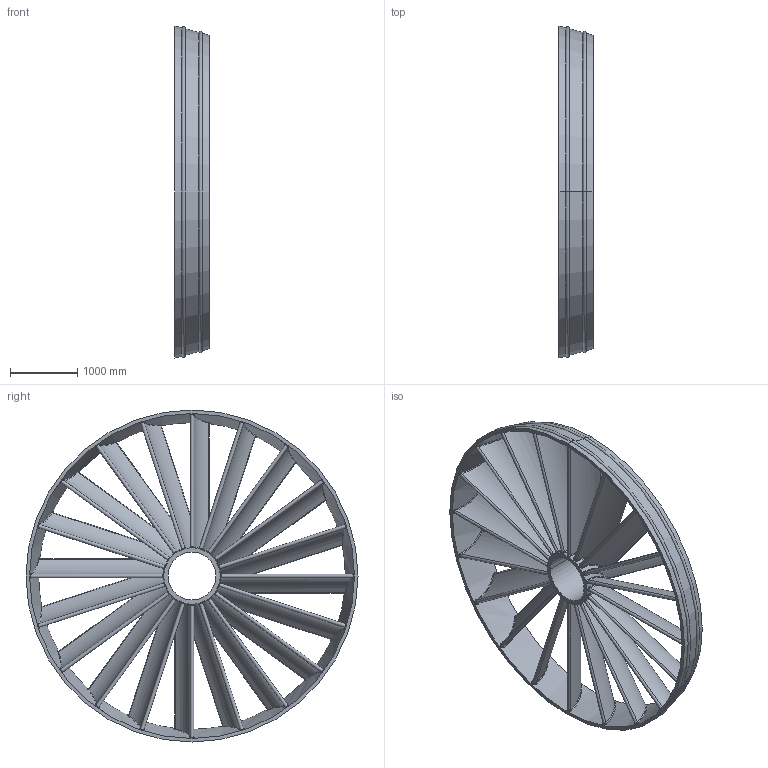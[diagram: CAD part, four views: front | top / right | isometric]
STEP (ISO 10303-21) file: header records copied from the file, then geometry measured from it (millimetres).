
FILE_DESCRIPTION((''),'2;1');
FILE_NAME('PETROL_TURBINE_TWO','2025-12-19T09:18:50',('H576696'),('Honeywell International Inc.'),'CREO PARAMETRIC BY PTC INC, 2023134','CREO PARAMETRIC BY PTC INC, 2023134','');
FILE_SCHEMA(('AUTOMOTIVE_DESIGN { 1 0 10303 214 1 1 1 1 }'));
Length unit declared in the file: inch
Products named in the file (1): PETROL_TURBINE_TWO
Bounding box: 508 x 4931.19 x 4931.19 mm (x, y, z)
Volume: 1560224236.4 mm3; surface area: 64053568.3 mm2
Topology: 1 solids, 1 shells, 301 faces, 831 edges, 494 vertices
Faces by surface type: bspline 197, cylinder 86, cone 8, plane 4, torus 4, sphere 2
Entity records: 39158 total; most frequent: CARTESIAN_POINT 28318, ORIENTED_EDGE 1662, PRESENTATION_STYLE_ASSIGNMENT 1133, STYLED_ITEM 1133, CURVE_STYLE 831, EDGE_CURVE 831, DIRECTION 788, B_SPLINE_CURVE_WITH_KNOTS 495
